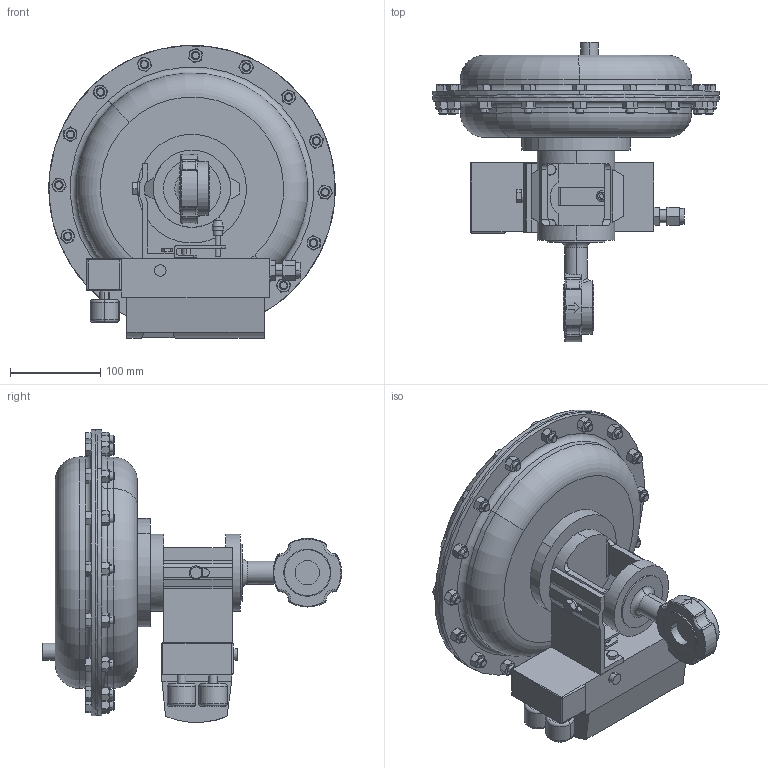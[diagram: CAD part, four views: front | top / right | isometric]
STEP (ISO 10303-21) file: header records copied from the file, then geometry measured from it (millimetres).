
FILE_DESCRIPTION (( 'STEP AP203' ), '1' );
FILE_NAME ('75SP-100-CS+S6-I3-55M-16IQ.step', '2017-10-27T12:44:12', ( '' ), ( '' ), 'SwSTEP 2.0', 'SolidWorks 2014', '' );
FILE_SCHEMA (( 'CONFIG_CONTROL_DESIGN' ));
Length unit declared in the file: inch
Products named in the file (1): 75SP-100-CS+S6-I3-55M-16IQ
Bounding box: 317.49 x 332.11 x 324.78 mm (x, y, z)
Volume: 6655933 mm3; surface area: 389406.4 mm2
Topology: 1 solids, 2 shells, 1056 faces, 2468 edges, 1486 vertices
Faces by surface type: plane 447, cone 336, cylinder 161, bspline 66, torus 44, sphere 2
Entity records: 36630 total; most frequent: CARTESIAN_POINT 13904, ORIENTED_EDGE 4896, DIRECTION 4359, EDGE_CURVE 2448, AXIS2_PLACEMENT_3D 1720, VERTEX_POINT 1486, EDGE_LOOP 1154, FACE_OUTER_BOUND 1056
